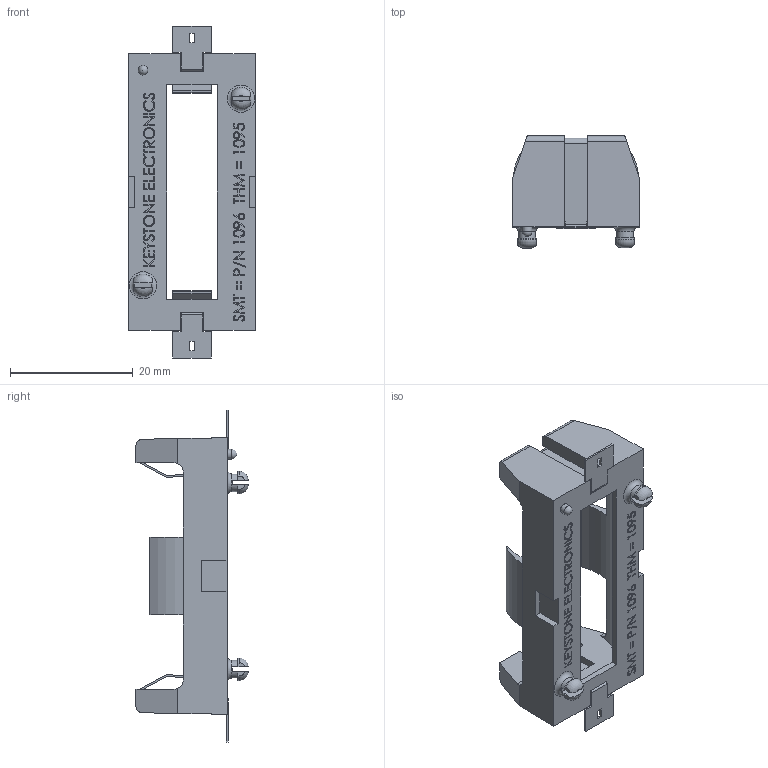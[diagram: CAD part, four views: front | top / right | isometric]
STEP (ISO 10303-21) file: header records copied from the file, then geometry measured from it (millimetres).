
FILE_DESCRIPTION (( 'STEP AP214' ), '1' );
FILE_NAME ('1096.STEP', '2014-09-24T18:04:42', ( '' ), ( '' ), 'SwSTEP 2.0', 'SolidWorks 2013', '' );
FILE_SCHEMA (( 'AUTOMOTIVE_DESIGN' ));
Length unit declared in the file: inch
Products named in the file (1): 1096
Bounding box: 20.65 x 18.29 x 54.2 mm (x, y, z)
Volume: 3881.9 mm3; surface area: 4510.7 mm2
Topology: 1 solids, 1 shells, 645 faces, 1767 edges, 1172 vertices
Faces by surface type: plane 464, bspline 143, cylinder 31, torus 6, sphere 1
Full cylindrical faces by diameter (mm): 1.575 x1, 2.921 x2
Entity records: 29289 total; most frequent: CARTESIAN_POINT 13094, ORIENTED_EDGE 3514, DIRECTION 2527, EDGE_CURVE 1757, VECTOR 1365, LINE 1365, VERTEX_POINT 1168, EDGE_LOOP 709
